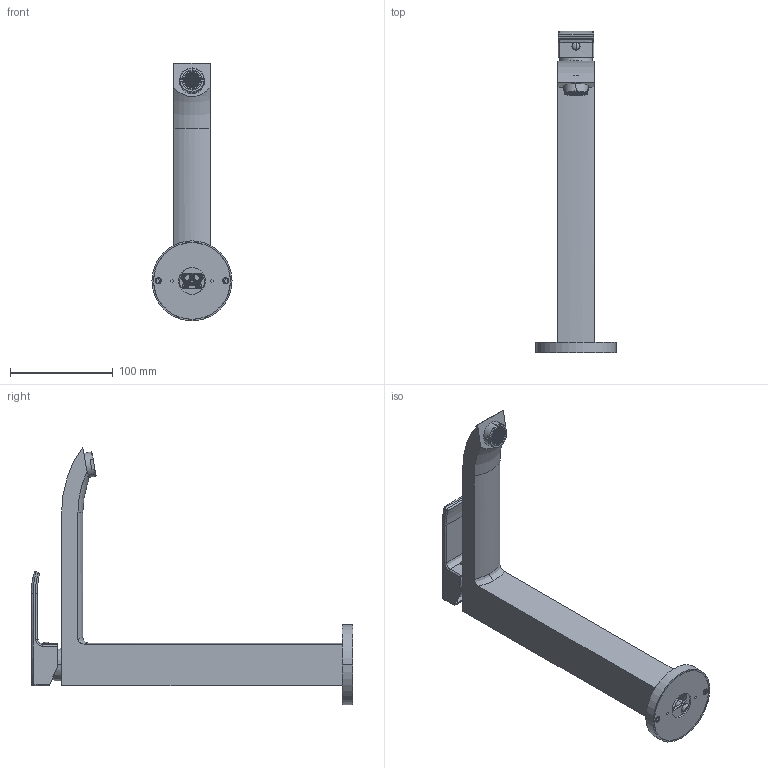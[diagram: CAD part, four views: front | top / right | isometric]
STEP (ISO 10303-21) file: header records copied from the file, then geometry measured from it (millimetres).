
FILE_DESCRIPTION((''),'2;1');
FILE_NAME('LES188CR','2021-04-12T16:43:46',('ut3'),('PAFFONI SpA'),'CREO PARAMETRIC BY PTC INC, 2020044','CREO PARAMETRIC BY PTC INC, 2020044','');
FILE_SCHEMA(('CONFIG_CONTROL_DESIGN','SHAPE_APPEARANCE_LAYERS_GROUPS'));
Products named in the file (1): LES188CR
Bounding box: 78 x 313.49 x 251.27 mm (x, y, z)
Volume: 254938.8 mm3; surface area: 166837.7 mm2
Topology: 3 solids, 4 shells, 2644 faces, 7505 edges, 4808 vertices
Faces by surface type: plane 1755, cylinder 477, torus 180, bspline 99, cone 67, sphere 66
Entity records: 106550 total; most frequent: CARTESIAN_POINT 27407, ORIENTED_EDGE 14884, DIRECTION 14264, EDGE_CURVE 7442, AXIS2_PLACEMENT_3D 4850, VERTEX_POINT 4808, VECTOR 4564, LINE 4564
